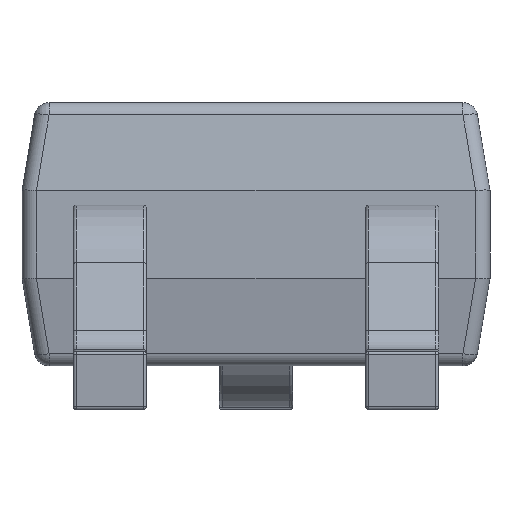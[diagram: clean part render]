
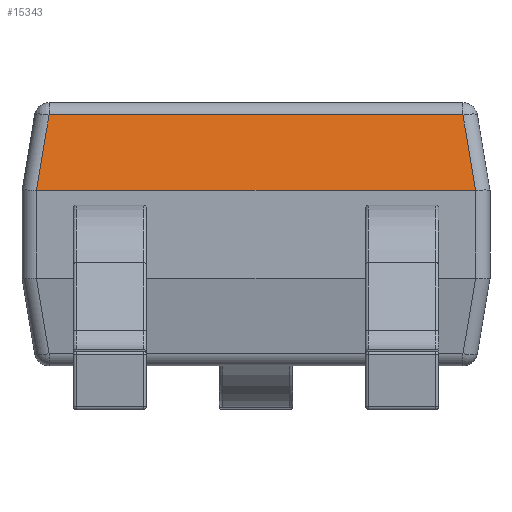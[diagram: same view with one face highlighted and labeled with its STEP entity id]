
A CAD part, left-side view. The second image highlights one B-rep face of the part: STEP entity #15343.
In plain terms, the highlighted planar face has unit normal (-0.986, 0, 0.164).
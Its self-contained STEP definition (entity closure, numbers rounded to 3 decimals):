
#68 = DIRECTION ( 'NONE',  ( -0.162, 0.162, -0.973 ) ) ;
#273 = VECTOR ( 'NONE', #28102, 1000. ) ;
#627 = EDGE_CURVE ( 'NONE', #3294, #17013, #19331, .T. ) ;
#1941 = EDGE_CURVE ( 'NONE', #6288, #30438, #16327, .T. ) ;
#2639 = VECTOR ( 'NONE', #68, 1000. ) ;
#3294 = VERTEX_POINT ( 'NONE', #6998 ) ;
#4606 = CARTESIAN_POINT ( 'NONE',  ( -0.332, 0.682, 1.111 ) ) ;
#4716 = EDGE_CURVE ( 'NONE', #17013, #30413, #8975, .T. ) ;
#5620 = VERTEX_POINT ( 'NONE', #17070 ) ;
#5752 = EDGE_CURVE ( 'NONE', #5620, #30413, #23734, .T. ) ;
#5997 = CARTESIAN_POINT ( 'NONE',  ( -0.357, -0.708, 0.958 ) ) ;
#6288 = VERTEX_POINT ( 'NONE', #22534 ) ;
#6998 = CARTESIAN_POINT ( 'NONE',  ( -0.357, 0.708, 0.958 ) ) ;
#7367 =( BOUNDED_CURVE ( )  B_SPLINE_CURVE ( 3, ( #15592, #17923, #25157, #20747 ),
 .UNSPECIFIED., .F., .T. ) 
 B_SPLINE_CURVE_WITH_KNOTS ( ( 4, 4 ),
 ( 0., 0.014 ),
 .UNSPECIFIED. ) 
 CURVE ( )  GEOMETRIC_REPRESENTATION_ITEM ( )  RATIONAL_B_SPLINE_CURVE ( ( 1., 1., 1., 1. ) ) 
 REPRESENTATION_ITEM ( '' )  );
#7942 = CARTESIAN_POINT ( 'NONE',  ( -0.4, 0.75, 0.7 ) ) ;
#8975 =( BOUNDED_CURVE ( )  B_SPLINE_CURVE ( 3, ( #27241, #27097, #10765, #7942 ),
 .UNSPECIFIED., .F., .F. ) 
 B_SPLINE_CURVE_WITH_KNOTS ( ( 4, 4 ),
 ( 6.27, 6.283 ),
 .UNSPECIFIED. ) 
 CURVE ( )  GEOMETRIC_REPRESENTATION_ITEM ( )  RATIONAL_B_SPLINE_CURVE ( ( 1., 1., 1., 1. ) ) 
 REPRESENTATION_ITEM ( '' )  );
#9037 = EDGE_LOOP ( 'NONE', ( #25423, #26620, #23667, #17055, #23294, #27123 ) ) ;
#9324 = VECTOR ( 'NONE', #21378, 1000. ) ;
#10765 = CARTESIAN_POINT ( 'NONE',  ( -0.4, 0.75, 0.7 ) ) ;
#11804 = EDGE_CURVE ( 'NONE', #5620, #6288, #7367, .T. ) ;
#14104 = CARTESIAN_POINT ( 'NONE',  ( -0.332, -0.682, 1.111 ) ) ;
#15343 = ADVANCED_FACE ( 'NONE', ( #17149 ), #21851, .T. ) ;
#15493 = LINE ( 'NONE', #29632, #29023 ) ;
#15592 = CARTESIAN_POINT ( 'NONE',  ( -0.4, -0.75, 0.7 ) ) ;
#15688 = DIRECTION ( 'NONE',  ( 0., 1., 0. ) ) ;
#16252 = CARTESIAN_POINT ( 'NONE',  ( -0.4, 0.751, 0.7 ) ) ;
#16327 = LINE ( 'NONE', #14104, #273 ) ;
#17013 = VERTEX_POINT ( 'NONE', #16252 ) ;
#17055 = ORIENTED_EDGE ( 'NONE', *, *, #11804, .T. ) ;
#17070 = CARTESIAN_POINT ( 'NONE',  ( -0.4, -0.75, 0.7 ) ) ;
#17149 = FACE_OUTER_BOUND ( 'NONE', #9037, .T. ) ;
#17619 = CARTESIAN_POINT ( 'NONE',  ( -0.4, 0.75, 0.7 ) ) ;
#17923 = CARTESIAN_POINT ( 'NONE',  ( -0.4, -0.75, 0.7 ) ) ;
#19331 = LINE ( 'NONE', #4606, #2639 ) ;
#20747 = CARTESIAN_POINT ( 'NONE',  ( -0.4, -0.751, 0.7 ) ) ;
#21378 = DIRECTION ( 'NONE',  ( 0., 1., 0. ) ) ;
#21851 = PLANE ( 'NONE',  #21942 ) ;
#21942 = AXIS2_PLACEMENT_3D ( 'NONE', #29407, #22718, #15688 ) ;
#22534 = CARTESIAN_POINT ( 'NONE',  ( -0.4, -0.751, 0.7 ) ) ;
#22718 = DIRECTION ( 'NONE',  ( -0.986, 0., 0.164 ) ) ;
#23294 = ORIENTED_EDGE ( 'NONE', *, *, #1941, .T. ) ;
#23327 = EDGE_CURVE ( 'NONE', #30438, #3294, #15493, .T. ) ;
#23667 = ORIENTED_EDGE ( 'NONE', *, *, #5752, .F. ) ;
#23734 = LINE ( 'NONE', #29077, #9324 ) ;
#25157 = CARTESIAN_POINT ( 'NONE',  ( -0.4, -0.75, 0.7 ) ) ;
#25423 = ORIENTED_EDGE ( 'NONE', *, *, #627, .T. ) ;
#26620 = ORIENTED_EDGE ( 'NONE', *, *, #4716, .T. ) ;
#26958 = DIRECTION ( 'NONE',  ( 0., 1., 0. ) ) ;
#27097 = CARTESIAN_POINT ( 'NONE',  ( -0.4, 0.75, 0.7 ) ) ;
#27123 = ORIENTED_EDGE ( 'NONE', *, *, #23327, .T. ) ;
#27241 = CARTESIAN_POINT ( 'NONE',  ( -0.4, 0.751, 0.7 ) ) ;
#28102 = DIRECTION ( 'NONE',  ( 0.162, 0.162, 0.973 ) ) ;
#29023 = VECTOR ( 'NONE', #26958, 1000. ) ;
#29077 = CARTESIAN_POINT ( 'NONE',  ( -0.4, 0.8, 0.7 ) ) ;
#29407 = CARTESIAN_POINT ( 'NONE',  ( -0.35, 0., 1. ) ) ;
#29632 = CARTESIAN_POINT ( 'NONE',  ( -0.357, 0., 0.958 ) ) ;
#30413 = VERTEX_POINT ( 'NONE', #17619 ) ;
#30438 = VERTEX_POINT ( 'NONE', #5997 ) ;
